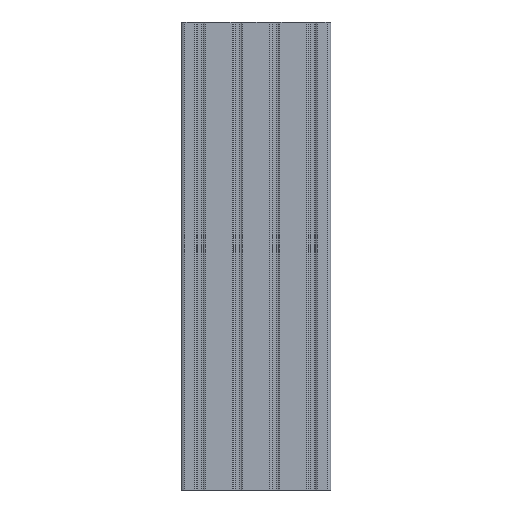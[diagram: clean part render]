
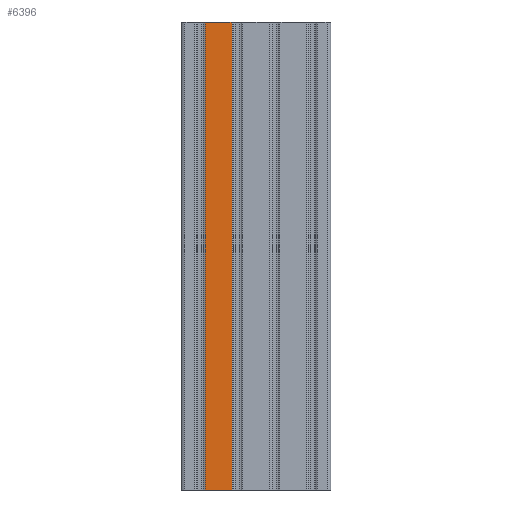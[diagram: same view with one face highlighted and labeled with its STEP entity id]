
A CAD part, front view. The second image highlights one B-rep face of the part: STEP entity #6396.
In plain terms, the highlighted planar face has unit normal (0, -1, 0).
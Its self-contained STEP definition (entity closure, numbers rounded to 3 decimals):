
#1019 = DIRECTION ( 'NONE',  ( 1., 0., 0. ) ) ;
#1020 = VECTOR ( 'NONE', #1019, 1000. ) ;
#1021 = CARTESIAN_POINT ( 'NONE',  ( -24160.716, -19944.118, 500. ) ) ;
#1022 = CARTESIAN_POINT ( 'NONE',  ( -24131.916, -19944.118, 500. ) ) ;
#1025 = LINE ( 'NONE', #1021, #1020 ) ;
#1116 = CARTESIAN_POINT ( 'NONE',  ( -24160.716, -19944.118, 500. ) ) ;
#2230 = CARTESIAN_POINT ( 'NONE',  ( -24160.716, -19944.118, 0. ) ) ;
#2301 = DIRECTION ( 'NONE',  ( 1., 0., 0. ) ) ;
#2302 = VECTOR ( 'NONE', #2301, 1000. ) ;
#2303 = CARTESIAN_POINT ( 'NONE',  ( -24160.716, -19944.118, 0. ) ) ;
#2304 = LINE ( 'NONE', #2303, #2302 ) ;
#2312 = CARTESIAN_POINT ( 'NONE',  ( -24131.916, -19944.118, 0. ) ) ;
#3501 = CARTESIAN_POINT ( 'NONE',  ( -24160.716, -19944.118, 500. ) ) ;
#3505 = DIRECTION ( 'NONE',  ( 0., 0., 1. ) ) ;
#3510 = DIRECTION ( 'NONE',  ( 0., 0., -1. ) ) ;
#3511 = VECTOR ( 'NONE', #3510, 1000. ) ;
#3512 = LINE ( 'NONE', #3529, #3511 ) ;
#3513 = DIRECTION ( 'NONE',  ( 0., 1., 0. ) ) ;
#3518 = FACE_OUTER_BOUND ( 'NONE', #6441, .T. ) ;
#3520 = PLANE ( 'NONE',  #3525 ) ;
#3525 = AXIS2_PLACEMENT_3D ( 'NONE', #3501, #3513, #3505 ) ;
#3529 = CARTESIAN_POINT ( 'NONE',  ( -24131.916, -19944.118, 500. ) ) ;
#3572 = CARTESIAN_POINT ( 'NONE',  ( -24160.716, -19944.118, 500. ) ) ;
#3622 = DIRECTION ( 'NONE',  ( 0., 0., -1. ) ) ;
#3623 = VECTOR ( 'NONE', #3622, 1000. ) ;
#3624 = LINE ( 'NONE', #3572, #3623 ) ;
#4761 = EDGE_CURVE ( 'NONE', #4807, #4764, #1025, .T. ) ;
#4764 = VERTEX_POINT ( 'NONE', #1022 ) ;
#4807 = VERTEX_POINT ( 'NONE', #1116 ) ;
#5426 = VERTEX_POINT ( 'NONE', #2230 ) ;
#5443 = EDGE_CURVE ( 'NONE', #5426, #5444, #2304, .T. ) ;
#5444 = VERTEX_POINT ( 'NONE', #2312 ) ;
#6367 = ORIENTED_EDGE ( 'NONE', *, *, #5443, .T. ) ;
#6371 = ORIENTED_EDGE ( 'NONE', *, *, #6444, .T. ) ;
#6376 = ORIENTED_EDGE ( 'NONE', *, *, #6395, .F. ) ;
#6394 = ORIENTED_EDGE ( 'NONE', *, *, #4761, .F. ) ;
#6395 = EDGE_CURVE ( 'NONE', #4764, #5444, #3512, .T. ) ;
#6396 = ADVANCED_FACE ( 'NONE', ( #3518 ), #3520, .F. ) ;
#6441 = EDGE_LOOP ( 'NONE', ( #6367, #6376, #6394, #6371 ) ) ;
#6444 = EDGE_CURVE ( 'NONE', #4807, #5426, #3624, .T. ) ;
